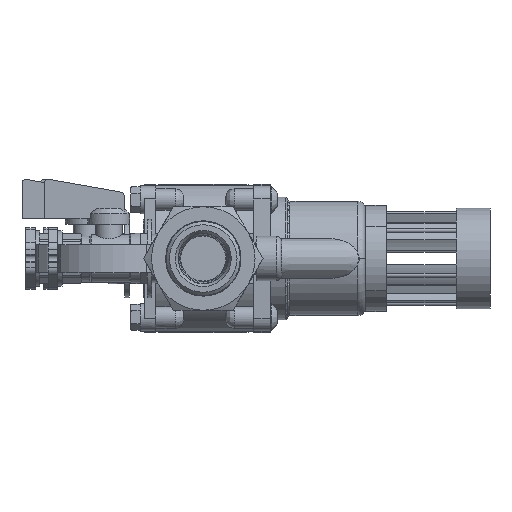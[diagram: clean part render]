
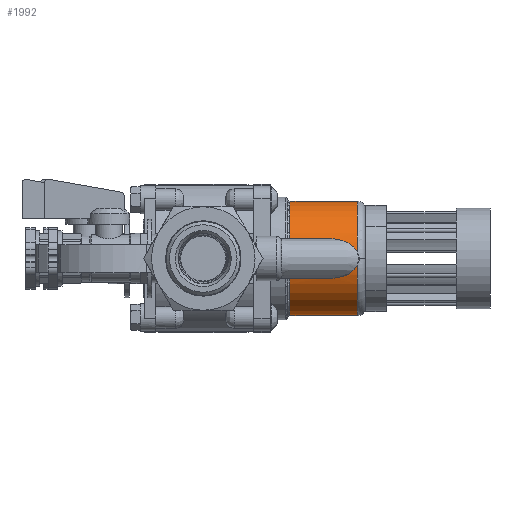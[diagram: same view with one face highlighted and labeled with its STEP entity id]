
A CAD part, left-side view. The second image highlights one B-rep face of the part: STEP entity #1992.
In plain terms, the highlighted cylindrical face has radius 20.5 mm (diameter 41 mm), a partial arc.
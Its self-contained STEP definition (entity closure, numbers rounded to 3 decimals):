
#1992 = ADVANCED_FACE( '', ( #4253 ), #4254, .T. );
#4253 = FACE_OUTER_BOUND( '', #7065, .T. );
#4254 = CYLINDRICAL_SURFACE( '', #7066, 20.5 );
#7065 = EDGE_LOOP( '', ( #12943, #12944, #12945, #12946 ) );
#7066 = AXIS2_PLACEMENT_3D( '', #12947, #12948, #12949 );
#12943 = ORIENTED_EDGE( '', *, *, #16800, .F. );
#12944 = ORIENTED_EDGE( '', *, *, #14965, .F. );
#12945 = ORIENTED_EDGE( '', *, *, #16801, .F. );
#12946 = ORIENTED_EDGE( '', *, *, #16459, .T. );
#12947 = CARTESIAN_POINT( '', ( 0., -65.5, 0. ) );
#12948 = DIRECTION( '', ( 0., 1., 0. ) );
#12949 = DIRECTION( '', ( 0., 0., -1. ) );
#14965 = EDGE_CURVE( '', #18072, #18074, #18075, .T. );
#16459 = EDGE_CURVE( '', #20298, #20302, #20304, .T. );
#16800 = EDGE_CURVE( '', #18074, #20302, #20712, .T. );
#16801 = EDGE_CURVE( '', #20298, #18072, #20713, .T. );
#18072 = VERTEX_POINT( '', #22954 );
#18074 = VERTEX_POINT( '', #22959 );
#18075 = CIRCLE( '', #22960, 20.5 );
#20298 = VERTEX_POINT( '', #26939 );
#20302 = VERTEX_POINT( '', #26958 );
#20304 = CIRCLE( '', #26975, 20.5 );
#20712 = B_SPLINE_CURVE_WITH_KNOTS( '', 3, ( #27736, #27737, #27738, #27739, #27740, #27741, #27742, #27743, #27744, #27745, #27746, #27747, #27748, #27749, #27750, #27751, #27752, #27753, #27754, #27755, #27756, #27757, #27758, #27759, #27760, #27761, #27762, #27763, #27764, #27765, #27766, #27767, #27768, #27769 ), .UNSPECIFIED., .F., .F., ( 4, 2, 2, 2, 2, 2, 2, 2, 2, 2, 2, 2, 2, 2, 2, 2, 4 ), ( 0., 0.002, 0.003, 0.003, 0.004, 0.005, 0.007, 0.008, 0.01, 0.013, 0.015, 0.017, 0.02, 0.022, 0.024, 0.025, 0.027 ), .UNSPECIFIED. );
#20713 = B_SPLINE_CURVE_WITH_KNOTS( '', 3, ( #27770, #27771, #27772, #27773, #27774, #27775, #27776, #27777, #27778, #27779, #27780, #27781, #27782, #27783, #27784, #27785, #27786, #27787, #27788, #27789, #27790, #27791, #27792, #27793, #27794, #27795, #27796, #27797, #27798, #27799, #27800, #27801 ), .UNSPECIFIED., .F., .F., ( 4, 2, 2, 2, 2, 2, 2, 2, 2, 2, 2, 2, 2, 2, 2, 4 ), ( 0., 0.002, 0.003, 0.005, 0.007, 0.008, 0.01, 0.013, 0.017, 0.02, 0.021, 0.022, 0.023, 0.024, 0.025, 0.027 ), .UNSPECIFIED. );
#22954 = CARTESIAN_POINT( '', ( -20.359, -55., -2.397 ) );
#22959 = CARTESIAN_POINT( '', ( -20.359, -55., 2.397 ) );
#22960 = AXIS2_PLACEMENT_3D( '', #29078, #29079, #29080 );
#26939 = CARTESIAN_POINT( '', ( -20.363, -31., -2.37 ) );
#26958 = CARTESIAN_POINT( '', ( -20.363, -31., 2.37 ) );
#26975 = AXIS2_PLACEMENT_3D( '', #30793, #30794, #30795 );
#27736 = CARTESIAN_POINT( '', ( -20.359, -55., 2.397 ) );
#27737 = CARTESIAN_POINT( '', ( -20.299, -54.761, 2.911 ) );
#27738 = CARTESIAN_POINT( '', ( -20.225, -54.456, 3.376 ) );
#27739 = CARTESIAN_POINT( '', ( -20.105, -53.916, 4.012 ) );
#27740 = CARTESIAN_POINT( '', ( -20.063, -53.721, 4.215 ) );
#27741 = CARTESIAN_POINT( '', ( -19.979, -53.309, 4.595 ) );
#27742 = CARTESIAN_POINT( '', ( -19.937, -53.094, 4.773 ) );
#27743 = CARTESIAN_POINT( '', ( -19.855, -52.646, 5.103 ) );
#27744 = CARTESIAN_POINT( '', ( -19.815, -52.414, 5.257 ) );
#27745 = CARTESIAN_POINT( '', ( -19.737, -51.933, 5.544 ) );
#27746 = CARTESIAN_POINT( '', ( -19.699, -51.684, 5.677 ) );
#27747 = CARTESIAN_POINT( '', ( -19.591, -50.928, 6.042 ) );
#27748 = CARTESIAN_POINT( '', ( -19.528, -50.409, 6.241 ) );
#27749 = CARTESIAN_POINT( '', ( -19.418, -49.346, 6.573 ) );
#27750 = CARTESIAN_POINT( '', ( -19.373, -48.802, 6.705 ) );
#27751 = CARTESIAN_POINT( '', ( -19.299, -47.693, 6.913 ) );
#27752 = CARTESIAN_POINT( '', ( -19.272, -47.137, 6.987 ) );
#27753 = CARTESIAN_POINT( '', ( -19.218, -45.468, 7.138 ) );
#27754 = CARTESIAN_POINT( '', ( -19.215, -44.353, 7.143 ) );
#27755 = CARTESIAN_POINT( '', ( -19.253, -42.677, 7.04 ) );
#27756 = CARTESIAN_POINT( '', ( -19.273, -42.117, 6.987 ) );
#27757 = CARTESIAN_POINT( '', ( -19.324, -41.002, 6.845 ) );
#27758 = CARTESIAN_POINT( '', ( -19.355, -40.45, 6.757 ) );
#27759 = CARTESIAN_POINT( '', ( -19.463, -38.807, 6.44 ) );
#27760 = CARTESIAN_POINT( '', ( -19.555, -37.73, 6.162 ) );
#27761 = CARTESIAN_POINT( '', ( -19.714, -36.146, 5.626 ) );
#27762 = CARTESIAN_POINT( '', ( -19.77, -35.621, 5.427 ) );
#27763 = CARTESIAN_POINT( '', ( -19.887, -34.594, 4.981 ) );
#27764 = CARTESIAN_POINT( '', ( -19.948, -34.093, 4.735 ) );
#27765 = CARTESIAN_POINT( '', ( -20.07, -33.123, 4.187 ) );
#27766 = CARTESIAN_POINT( '', ( -20.132, -32.653, 3.884 ) );
#27767 = CARTESIAN_POINT( '', ( -20.253, -31.765, 3.192 ) );
#27768 = CARTESIAN_POINT( '', ( -20.311, -31.354, 2.811 ) );
#27769 = CARTESIAN_POINT( '', ( -20.363, -31., 2.37 ) );
#27770 = CARTESIAN_POINT( '', ( -20.363, -31., -2.37 ) );
#27771 = CARTESIAN_POINT( '', ( -20.311, -31.358, -2.815 ) );
#27772 = CARTESIAN_POINT( '', ( -20.253, -31.767, -3.193 ) );
#27773 = CARTESIAN_POINT( '', ( -20.133, -32.641, -3.875 ) );
#27774 = CARTESIAN_POINT( '', ( -20.072, -33.108, -4.178 ) );
#27775 = CARTESIAN_POINT( '', ( -19.949, -34.083, -4.73 ) );
#27776 = CARTESIAN_POINT( '', ( -19.888, -34.588, -4.978 ) );
#27777 = CARTESIAN_POINT( '', ( -19.771, -35.609, -5.422 ) );
#27778 = CARTESIAN_POINT( '', ( -19.716, -36.129, -5.62 ) );
#27779 = CARTESIAN_POINT( '', ( -19.61, -37.181, -5.977 ) );
#27780 = CARTESIAN_POINT( '', ( -19.561, -37.715, -6.136 ) );
#27781 = CARTESIAN_POINT( '', ( -19.47, -38.795, -6.419 ) );
#27782 = CARTESIAN_POINT( '', ( -19.428, -39.342, -6.543 ) );
#27783 = CARTESIAN_POINT( '', ( -19.319, -40.996, -6.862 ) );
#27784 = CARTESIAN_POINT( '', ( -19.266, -42.103, -7.004 ) );
#27785 = CARTESIAN_POINT( '', ( -19.216, -44.328, -7.142 ) );
#27786 = CARTESIAN_POINT( '', ( -19.217, -45.446, -7.139 ) );
#27787 = CARTESIAN_POINT( '', ( -19.291, -47.695, -6.938 ) );
#27788 = CARTESIAN_POINT( '', ( -19.362, -48.799, -6.743 ) );
#27789 = CARTESIAN_POINT( '', ( -19.5, -50.138, -6.326 ) );
#27790 = CARTESIAN_POINT( '', ( -19.53, -50.405, -6.233 ) );
#27791 = CARTESIAN_POINT( '', ( -19.593, -50.927, -6.03 ) );
#27792 = CARTESIAN_POINT( '', ( -19.627, -51.182, -5.919 ) );
#27793 = CARTESIAN_POINT( '', ( -19.734, -51.933, -5.557 ) );
#27794 = CARTESIAN_POINT( '', ( -19.812, -52.412, -5.276 ) );
#27795 = CARTESIAN_POINT( '', ( -19.936, -53.088, -4.777 ) );
#27796 = CARTESIAN_POINT( '', ( -19.978, -53.305, -4.599 ) );
#27797 = CARTESIAN_POINT( '', ( -20.062, -53.715, -4.221 ) );
#27798 = CARTESIAN_POINT( '', ( -20.103, -53.908, -4.022 ) );
#27799 = CARTESIAN_POINT( '', ( -20.223, -54.449, -3.387 ) );
#27800 = CARTESIAN_POINT( '', ( -20.299, -54.761, -2.911 ) );
#27801 = CARTESIAN_POINT( '', ( -20.359, -55., -2.397 ) );
#29078 = CARTESIAN_POINT( '', ( 0., -55., 0. ) );
#29079 = DIRECTION( '', ( 0., -1., 0. ) );
#29080 = DIRECTION( '', ( 0., 0., -1. ) );
#30793 = CARTESIAN_POINT( '', ( 0., -31., 0. ) );
#30794 = DIRECTION( '', ( 0., -1., 0. ) );
#30795 = DIRECTION( '', ( 0., 0., -1. ) );
